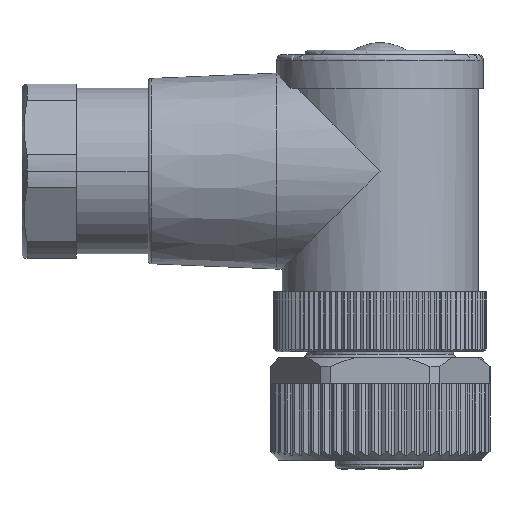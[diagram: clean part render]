
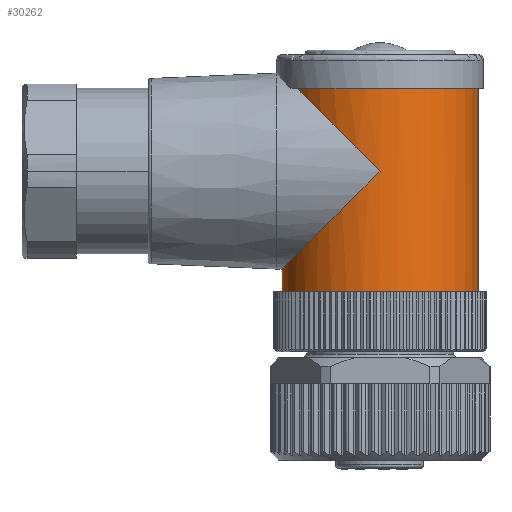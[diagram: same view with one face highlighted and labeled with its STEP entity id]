
A CAD part, left-side view. The second image highlights one B-rep face of the part: STEP entity #30262.
In plain terms, the highlighted cylindrical face has radius 9 mm (diameter 18 mm), a partial arc.
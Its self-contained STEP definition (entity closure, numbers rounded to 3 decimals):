
#30154=AXIS2_PLACEMENT_3D('Circle Axis2P3D',#30152,#30153,$) ;
#30224=AXIS2_PLACEMENT_3D('Cylinder Axis2P3D',#30221,#30222,#30223) ;
#30228=AXIS2_PLACEMENT_3D('Circle Axis2P3D',#30226,#30227,$) ;
#30147=CARTESIAN_POINT('Vertex',(10.082,1.1,16.3)) ;
#30149=CARTESIAN_POINT('Vertex',(10.082,19.1,16.3)) ;
#30152=CARTESIAN_POINT('Axis2P3D Location',(10.082,10.1,16.3)) ;
#30167=CARTESIAN_POINT('Line Origine',(10.082,1.1,24.)) ;
#30171=CARTESIAN_POINT('Vertex',(10.082,1.1,35.)) ;
#30174=CARTESIAN_POINT('Line Origine',(10.082,19.1,24.)) ;
#30178=CARTESIAN_POINT('Vertex',(10.082,19.1,18.4)) ;
#30221=CARTESIAN_POINT('Axis2P3D Location',(10.082,10.1,24.)) ;
#30226=CARTESIAN_POINT('Axis2P3D Location',(10.082,10.1,35.)) ;
#30230=CARTESIAN_POINT('Vertex',(5.261,17.7,35.)) ;
#30234=CARTESIAN_POINT('Control Point',(1.082,10.1,27.4)) ;
#30235=CARTESIAN_POINT('Control Point',(1.082,11.853,29.153)) ;
#30236=CARTESIAN_POINT('Control Point',(1.506,13.606,30.907)) ;
#30237=CARTESIAN_POINT('Control Point',(2.372,15.279,32.579)) ;
#30238=CARTESIAN_POINT('Control Point',(3.662,16.686,33.986)) ;
#30239=CARTESIAN_POINT('Control Point',(5.261,17.7,35.)) ;
#30240=CARTESIAN_POINT('Vertex',(1.082,10.1,27.4)) ;
#30244=CARTESIAN_POINT('Control Point',(10.082,19.1,18.4)) ;
#30245=CARTESIAN_POINT('Control Point',(8.643,19.1,18.4)) ;
#30246=CARTESIAN_POINT('Control Point',(7.205,18.813,18.687)) ;
#30247=CARTESIAN_POINT('Control Point',(5.867,18.238,19.262)) ;
#30248=CARTESIAN_POINT('Control Point',(3.446,16.584,20.916)) ;
#30249=CARTESIAN_POINT('Control Point',(1.892,14.23,23.27)) ;
#30250=CARTESIAN_POINT('Control Point',(1.351,12.885,24.615)) ;
#30251=CARTESIAN_POINT('Control Point',(1.082,11.492,26.008)) ;
#30252=CARTESIAN_POINT('Control Point',(1.082,10.1,27.4)) ;
#30153=DIRECTION('Axis2P3D Direction',(0.,-0.,1.)) ;
#30168=DIRECTION('Vector Direction',(0.,0.,1.)) ;
#30175=DIRECTION('Vector Direction',(0.,0.,1.)) ;
#30222=DIRECTION('Axis2P3D Direction',(0.,-0.,1.)) ;
#30223=DIRECTION('Axis2P3D XDirection',(0.,1.,0.)) ;
#30227=DIRECTION('Axis2P3D Direction',(0.,-0.,1.)) ;
#30169=VECTOR('Line Direction',#30168,1.) ;
#30176=VECTOR('Line Direction',#30175,1.) ;
#30255=ORIENTED_EDGE('',*,*,#30180,.T.) ;
#30256=ORIENTED_EDGE('',*,*,#30156,.T.) ;
#30257=ORIENTED_EDGE('',*,*,#30173,.T.) ;
#30258=ORIENTED_EDGE('',*,*,#30232,.F.) ;
#30259=ORIENTED_EDGE('',*,*,#30242,.F.) ;
#30260=ORIENTED_EDGE('',*,*,#30253,.F.) ;
#30262=ADVANCED_FACE('Hauptk\X2\00F6\X0\rper',(#30261),#30225,.T.) ;
#30233=B_SPLINE_CURVE_WITH_KNOTS('',5,(#30234,#30235,#30236,#30237,#30238,#30239),.UNSPECIFIED.,.F.,.U.,(6,6),(0.,19.604),.UNSPECIFIED.) ;
#30243=B_SPLINE_CURVE_WITH_KNOTS('',5,(#30244,#30245,#30246,#30247,#30248,#30249,#30250,#30251,#30252),.UNSPECIFIED.,.F.,.U.,(6,3,6),(0.,14.383,29.951),.UNSPECIFIED.) ;
#30155=CIRCLE('generated circle',#30154,9.) ;
#30229=CIRCLE('generated circle',#30228,9.) ;
#30225=CYLINDRICAL_SURFACE('generated cylinder',#30224,9.) ;
#30156=EDGE_CURVE('',#30150,#30148,#30155,.T.) ;
#30173=EDGE_CURVE('',#30148,#30172,#30170,.T.) ;
#30180=EDGE_CURVE('',#30179,#30150,#30177,.F.) ;
#30232=EDGE_CURVE('',#30231,#30172,#30229,.T.) ;
#30242=EDGE_CURVE('',#30241,#30231,#30233,.T.) ;
#30253=EDGE_CURVE('',#30179,#30241,#30243,.T.) ;
#30254=EDGE_LOOP('',(#30255,#30256,#30257,#30258,#30259,#30260)) ;
#30261=FACE_OUTER_BOUND('',#30254,.T.) ;
#30170=LINE('Line',#30167,#30169) ;
#30177=LINE('Line',#30174,#30176) ;
#30148=VERTEX_POINT('',#30147) ;
#30150=VERTEX_POINT('',#30149) ;
#30172=VERTEX_POINT('',#30171) ;
#30179=VERTEX_POINT('',#30178) ;
#30231=VERTEX_POINT('',#30230) ;
#30241=VERTEX_POINT('',#30240) ;
